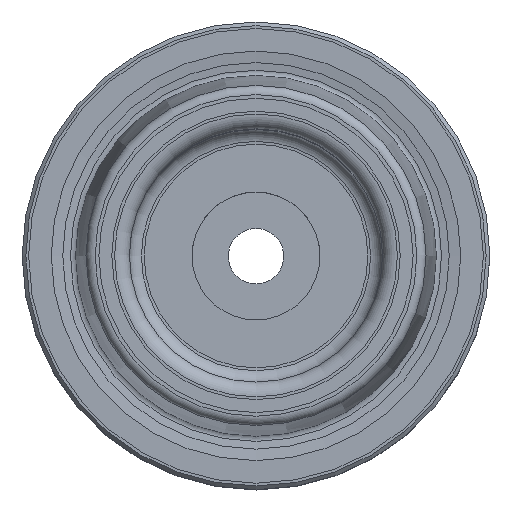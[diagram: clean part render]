
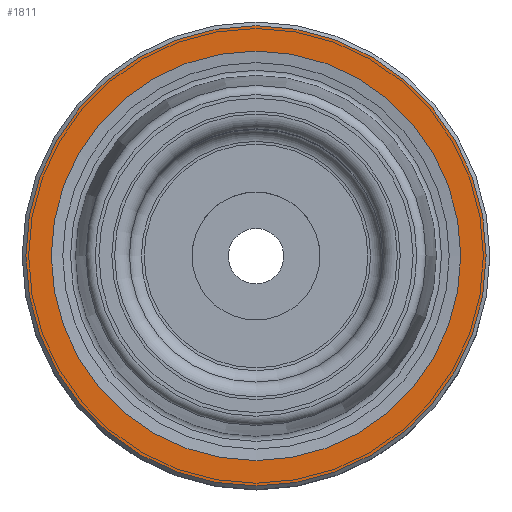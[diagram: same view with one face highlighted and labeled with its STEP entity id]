
A CAD part, top view. The second image highlights one B-rep face of the part: STEP entity #1811.
In plain terms, the highlighted planar face has unit normal (0, 0, 1).
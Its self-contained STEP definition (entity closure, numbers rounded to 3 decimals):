
#84=PLANE('',#1978);
#202=ORIENTED_EDGE('',*,*,#356,.T.);
#203=ORIENTED_EDGE('',*,*,#357,.F.);
#356=EDGE_CURVE('',#458,#458,#560,.T.);
#357=EDGE_CURVE('',#459,#459,#561,.T.);
#458=VERTEX_POINT('',#2653);
#459=VERTEX_POINT('',#2655);
#560=CIRCLE('',#1979,12.45);
#561=CIRCLE('',#1980,11.075);
#712=EDGE_LOOP('',(#202));
#713=EDGE_LOOP('',(#203));
#916=FACE_BOUND('',#712,.T.);
#917=FACE_BOUND('',#713,.T.);
#1811=ADVANCED_FACE('',(#916,#917),#84,.T.);
#1978=AXIS2_PLACEMENT_3D('',#2651,#2296,#2297);
#1979=AXIS2_PLACEMENT_3D('',#2652,#2298,#2299);
#1980=AXIS2_PLACEMENT_3D('',#2654,#2300,#2301);
#2296=DIRECTION('',(0.,0.,1.));
#2297=DIRECTION('',(1.,0.,0.));
#2298=DIRECTION('',(0.,0.,1.));
#2299=DIRECTION('',(1.,0.,0.));
#2300=DIRECTION('',(0.,0.,1.));
#2301=DIRECTION('',(1.,0.,0.));
#2651=CARTESIAN_POINT('',(9.815,0.,0.2));
#2652=CARTESIAN_POINT('',(0.,0.,0.2));
#2653=CARTESIAN_POINT('',(12.45,0.,0.2));
#2654=CARTESIAN_POINT('',(0.,0.,0.2));
#2655=CARTESIAN_POINT('',(11.075,0.,0.2));
